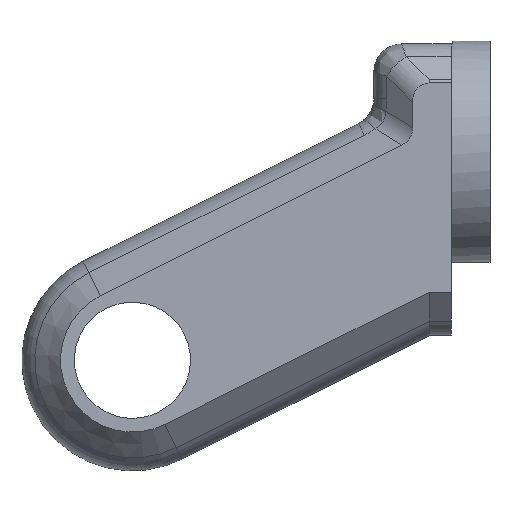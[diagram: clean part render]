
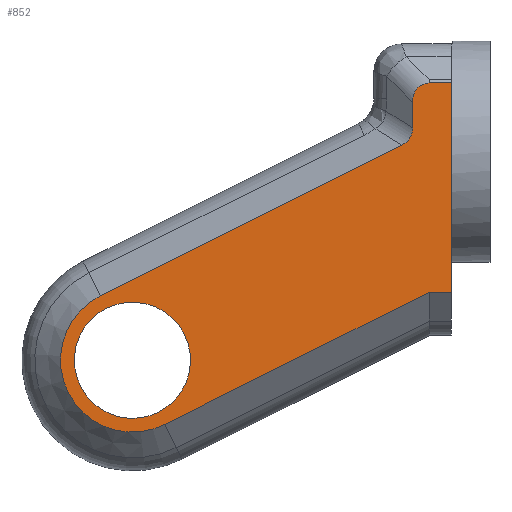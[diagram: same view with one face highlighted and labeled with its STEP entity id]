
A CAD part, left-side view. The second image highlights one B-rep face of the part: STEP entity #852.
In plain terms, the highlighted planar face has unit normal (-1, 0, 0).
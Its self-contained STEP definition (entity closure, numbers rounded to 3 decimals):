
#28=FACE_BOUND('',#208,.T.);
#74=CIRCLE('',#965,13.);
#75=CIRCLE('',#969,10.5);
#103=ELLIPSE('',#959,8.66,5.);
#104=ELLIPSE('',#962,7.717,5.);
#153=FACE_OUTER_BOUND('',#207,.T.);
#207=EDGE_LOOP('',(#734,#735,#736,#737,#738,#739,#740,#741,#742));
#208=EDGE_LOOP('',(#743));
#220=LINE('',#1248,#285);
#234=LINE('',#1313,#299);
#238=LINE('',#1326,#303);
#272=LINE('',#1642,#337);
#275=LINE('',#1650,#340);
#277=LINE('',#1656,#342);
#285=VECTOR('',#984,10.);
#299=VECTOR('',#1018,10.);
#303=VECTOR('',#1030,10.);
#337=VECTOR('',#1194,10.);
#340=VECTOR('',#1203,10.);
#342=VECTOR('',#1211,10.);
#349=VERTEX_POINT('',#1244);
#351=VERTEX_POINT('',#1247);
#366=VERTEX_POINT('',#1307);
#368=VERTEX_POINT('',#1311);
#415=VERTEX_POINT('',#1636);
#416=VERTEX_POINT('',#1640);
#417=VERTEX_POINT('',#1644);
#418=VERTEX_POINT('',#1648);
#419=VERTEX_POINT('',#1652);
#420=VERTEX_POINT('',#1661);
#423=EDGE_CURVE('',#351,#349,#220,.T.);
#445=EDGE_CURVE('',#368,#366,#234,.T.);
#451=EDGE_CURVE('',#366,#349,#238,.T.);
#526=EDGE_CURVE('',#415,#368,#103,.T.);
#528=EDGE_CURVE('',#416,#415,#272,.T.);
#530=EDGE_CURVE('',#417,#416,#104,.T.);
#532=EDGE_CURVE('',#418,#417,#275,.T.);
#534=EDGE_CURVE('',#419,#418,#74,.T.);
#535=EDGE_CURVE('',#351,#419,#277,.T.);
#538=EDGE_CURVE('',#420,#420,#75,.T.);
#734=ORIENTED_EDGE('',*,*,#526,.F.);
#735=ORIENTED_EDGE('',*,*,#528,.F.);
#736=ORIENTED_EDGE('',*,*,#530,.F.);
#737=ORIENTED_EDGE('',*,*,#532,.F.);
#738=ORIENTED_EDGE('',*,*,#534,.F.);
#739=ORIENTED_EDGE('',*,*,#535,.F.);
#740=ORIENTED_EDGE('',*,*,#423,.T.);
#741=ORIENTED_EDGE('',*,*,#451,.F.);
#742=ORIENTED_EDGE('',*,*,#445,.F.);
#743=ORIENTED_EDGE('',*,*,#538,.F.);
#802=PLANE('',#968);
#852=ADVANCED_FACE('',(#153,#28),#802,.F.);
#959=AXIS2_PLACEMENT_3D('',#1638,#1189,#1190);
#962=AXIS2_PLACEMENT_3D('',#1646,#1198,#1199);
#965=AXIS2_PLACEMENT_3D('',#1654,#1207,#1208);
#968=AXIS2_PLACEMENT_3D('',#1660,#1216,#1217);
#969=AXIS2_PLACEMENT_3D('',#1662,#1218,#1219);
#984=DIRECTION('',(0.,-1.,0.));
#1018=DIRECTION('',(0.,-1.,0.));
#1030=DIRECTION('',(0.,0.,-1.));
#1189=DIRECTION('center_axis',(1.,0.,0.));
#1190=DIRECTION('ref_axis',(0.,0.707,0.707));
#1194=DIRECTION('',(0.,0.,1.));
#1198=DIRECTION('center_axis',(-1.,0.,0.));
#1199=DIRECTION('ref_axis',(0.,-0.851,-0.526));
#1203=DIRECTION('',(0.,-0.894,0.447));
#1207=DIRECTION('center_axis',(1.,0.,0.));
#1208=DIRECTION('ref_axis',(0.,0.422,-0.907));
#1211=DIRECTION('',(0.,0.894,-0.447));
#1216=DIRECTION('center_axis',(1.,0.,0.));
#1217=DIRECTION('ref_axis',(0.,0.894,-0.447));
#1218=DIRECTION('center_axis',(-1.,0.,0.));
#1219=DIRECTION('ref_axis',(0.,-0.447,-0.894));
#1244=CARTESIAN_POINT('',(-20.55,7.,-25.408));
#1247=CARTESIAN_POINT('',(-20.55,11.,-25.408));
#1248=CARTESIAN_POINT('',(-20.55,11.,-25.408));
#1307=CARTESIAN_POINT('',(-20.55,7.,12.458));
#1311=CARTESIAN_POINT('',(-20.55,11.,12.458));
#1313=CARTESIAN_POINT('',(-20.55,11.,12.458));
#1326=CARTESIAN_POINT('',(-20.55,7.,6.229));
#1636=CARTESIAN_POINT('',(-20.55,14.,8.951));
#1638=CARTESIAN_POINT('Origin',(-20.55,6.929,5.416));
#1640=CARTESIAN_POINT('',(-20.55,14.,4.346));
#1642=CARTESIAN_POINT('',(-20.55,14.,-9.723));
#1644=CARTESIAN_POINT('',(-20.55,15.954,1.183));
#1646=CARTESIAN_POINT('Origin',(-20.55,21.071,6.531));
#1648=CARTESIAN_POINT('',(-20.55,70.479,-26.079));
#1650=CARTESIAN_POINT('',(-20.55,59.5,-20.589));
#1652=CARTESIAN_POINT('',(-20.55,58.852,-49.334));
#1654=CARTESIAN_POINT('Origin',(-20.55,64.666,-37.707));
#1656=CARTESIAN_POINT('',(-20.55,25.512,-32.664));
#1660=CARTESIAN_POINT('Origin',(-20.55,45.383,-21.374));
#1661=CARTESIAN_POINT('',(-20.55,69.361,-28.315));
#1662=CARTESIAN_POINT('Origin',(-20.55,64.666,-37.707));
